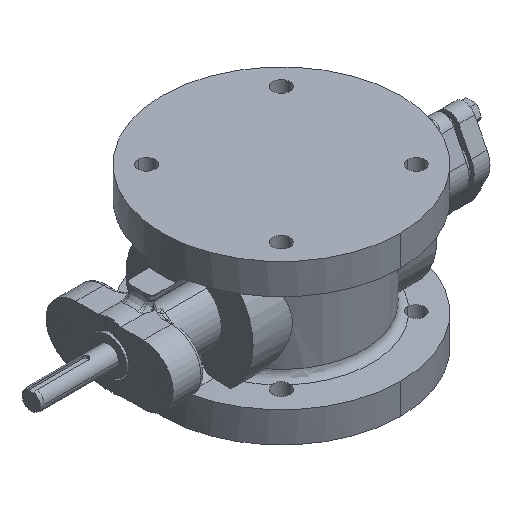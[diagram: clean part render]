
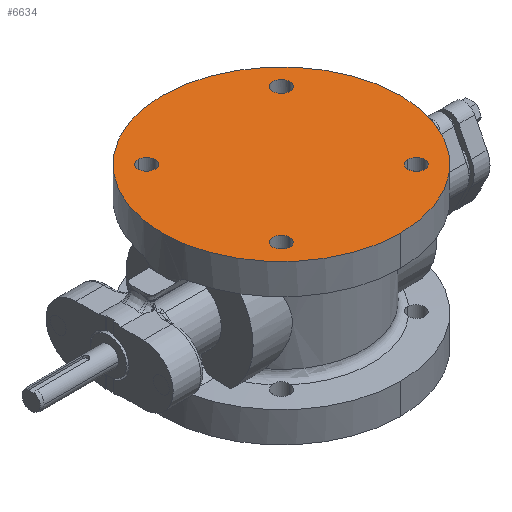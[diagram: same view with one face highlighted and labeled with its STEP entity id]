
A CAD part, isometric view. The second image highlights one B-rep face of the part: STEP entity #6634.
In plain terms, the highlighted planar face has unit normal (0, 0, 1).
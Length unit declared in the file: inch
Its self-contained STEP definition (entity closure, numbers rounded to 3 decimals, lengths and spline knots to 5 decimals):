
#826=CARTESIAN_POINT('',(-2.12132,-2.12132,2.5));
#827=DIRECTION('',(0.,0.,1.));
#828=DIRECTION('',(1.,0.,0.));
#829=AXIS2_PLACEMENT_3D('',#826,#827,#828);
#831=CARTESIAN_POINT('',(-2.12132,-2.12132,2.5));
#832=DIRECTION('',(0.,0.,1.));
#833=DIRECTION('',(-1.,0.,0.));
#834=AXIS2_PLACEMENT_3D('',#831,#832,#833);
#836=CARTESIAN_POINT('',(2.12132,-2.12132,2.5));
#837=DIRECTION('',(0.,0.,1.));
#838=DIRECTION('',(1.,0.,0.));
#839=AXIS2_PLACEMENT_3D('',#836,#837,#838);
#841=CARTESIAN_POINT('',(2.12132,-2.12132,2.5));
#842=DIRECTION('',(0.,0.,1.));
#843=DIRECTION('',(-1.,0.,0.));
#844=AXIS2_PLACEMENT_3D('',#841,#842,#843);
#846=CARTESIAN_POINT('',(-2.12132,2.12132,2.5));
#847=DIRECTION('',(0.,0.,1.));
#848=DIRECTION('',(1.,0.,0.));
#849=AXIS2_PLACEMENT_3D('',#846,#847,#848);
#851=CARTESIAN_POINT('',(-2.12132,2.12132,2.5));
#852=DIRECTION('',(0.,0.,1.));
#853=DIRECTION('',(-1.,0.,0.));
#854=AXIS2_PLACEMENT_3D('',#851,#852,#853);
#856=CARTESIAN_POINT('',(2.12132,2.12132,2.5));
#857=DIRECTION('',(0.,0.,1.));
#858=DIRECTION('',(1.,0.,0.));
#859=AXIS2_PLACEMENT_3D('',#856,#857,#858);
#861=CARTESIAN_POINT('',(2.12132,2.12132,2.5));
#862=DIRECTION('',(0.,0.,1.));
#863=DIRECTION('',(-1.,0.,0.));
#864=AXIS2_PLACEMENT_3D('',#861,#862,#863);
#866=CARTESIAN_POINT('',(0.,0.,2.5));
#867=DIRECTION('',(0.,0.,-1.));
#868=DIRECTION('',(0.,1.,0.));
#869=AXIS2_PLACEMENT_3D('',#866,#867,#868);
#871=CARTESIAN_POINT('',(0.,0.,2.5));
#872=DIRECTION('',(0.,0.,-1.));
#873=DIRECTION('',(0.,-1.,0.));
#874=AXIS2_PLACEMENT_3D('',#871,#872,#873);
#5899=CARTESIAN_POINT('',(0.,3.75,2.5));
#5900=CARTESIAN_POINT('',(0.,-3.75,2.5));
#5901=VERTEX_POINT('',#5899);
#5902=VERTEX_POINT('',#5900);
#6166=CARTESIAN_POINT('',(-1.85572,-2.12132,2.5));
#6167=CARTESIAN_POINT('',(-2.38692,-2.12132,2.5));
#6168=VERTEX_POINT('',#6166);
#6169=VERTEX_POINT('',#6167);
#6170=CARTESIAN_POINT('',(2.38692,-2.12132,2.5));
#6171=CARTESIAN_POINT('',(1.85572,-2.12132,2.5));
#6172=VERTEX_POINT('',#6170);
#6173=VERTEX_POINT('',#6171);
#6174=CARTESIAN_POINT('',(-1.85572,2.12132,2.5));
#6175=CARTESIAN_POINT('',(-2.38692,2.12132,2.5));
#6176=VERTEX_POINT('',#6174);
#6177=VERTEX_POINT('',#6175);
#6178=CARTESIAN_POINT('',(2.38692,2.12132,2.5));
#6179=CARTESIAN_POINT('',(1.85572,2.12132,2.5));
#6180=VERTEX_POINT('',#6178);
#6181=VERTEX_POINT('',#6179);
#6601=CARTESIAN_POINT('',(0.,0.,2.5));
#6602=DIRECTION('',(0.,0.,-1.));
#6603=DIRECTION('',(0.,-1.,0.));
#6604=AXIS2_PLACEMENT_3D('',#6601,#6602,#6603);
#6605=PLANE('',#6604);
#6607=ORIENTED_EDGE('',*,*,#6606,.T.);
#6609=ORIENTED_EDGE('',*,*,#6608,.T.);
#6610=EDGE_LOOP('',(#6607,#6609));
#6611=FACE_OUTER_BOUND('',#6610,.F.);
#6612=ORIENTED_EDGE('',*,*,#6578,.T.);
#6613=ORIENTED_EDGE('',*,*,#6593,.T.);
#6614=EDGE_LOOP('',(#6612,#6613));
#6615=FACE_BOUND('',#6614,.F.);
#6617=ORIENTED_EDGE('',*,*,#6616,.T.);
#6619=ORIENTED_EDGE('',*,*,#6618,.T.);
#6620=EDGE_LOOP('',(#6617,#6619));
#6621=FACE_BOUND('',#6620,.F.);
#6623=ORIENTED_EDGE('',*,*,#6622,.T.);
#6625=ORIENTED_EDGE('',*,*,#6624,.T.);
#6626=EDGE_LOOP('',(#6623,#6625));
#6627=FACE_BOUND('',#6626,.F.);
#6629=ORIENTED_EDGE('',*,*,#6628,.T.);
#6631=ORIENTED_EDGE('',*,*,#6630,.T.);
#6632=EDGE_LOOP('',(#6629,#6631));
#6633=FACE_BOUND('',#6632,.F.);
#6634=ADVANCED_FACE('',(#6611,#6615,#6621,#6627,#6633),#6605,.F.);
#830=CIRCLE('',#829,0.2656);
#835=CIRCLE('',#834,0.2656);
#840=CIRCLE('',#839,0.2656);
#845=CIRCLE('',#844,0.2656);
#850=CIRCLE('',#849,0.2656);
#855=CIRCLE('',#854,0.2656);
#860=CIRCLE('',#859,0.2656);
#865=CIRCLE('',#864,0.2656);
#870=CIRCLE('',#869,3.75);
#875=CIRCLE('',#874,3.75);
#6578=EDGE_CURVE('',#6168,#6169,#830,.T.);
#6593=EDGE_CURVE('',#6169,#6168,#835,.T.);
#6606=EDGE_CURVE('',#5901,#5902,#870,.T.);
#6608=EDGE_CURVE('',#5902,#5901,#875,.T.);
#6616=EDGE_CURVE('',#6172,#6173,#840,.T.);
#6618=EDGE_CURVE('',#6173,#6172,#845,.T.);
#6622=EDGE_CURVE('',#6176,#6177,#850,.T.);
#6624=EDGE_CURVE('',#6177,#6176,#855,.T.);
#6628=EDGE_CURVE('',#6180,#6181,#860,.T.);
#6630=EDGE_CURVE('',#6181,#6180,#865,.T.);
